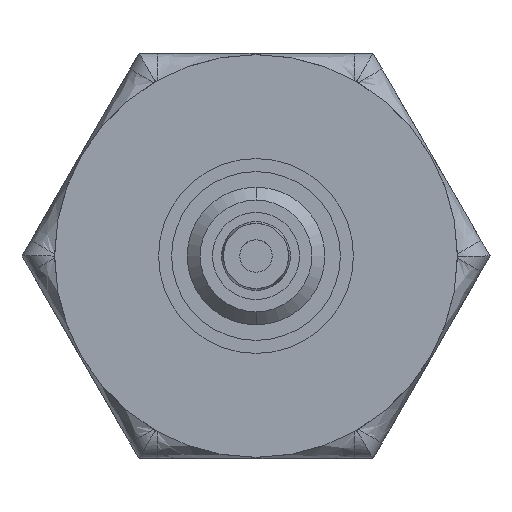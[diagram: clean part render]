
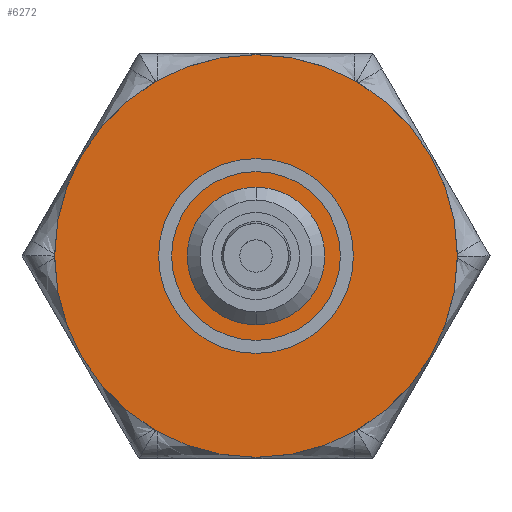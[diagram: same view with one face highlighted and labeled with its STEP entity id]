
A CAD part, front view. The second image highlights one B-rep face of the part: STEP entity #6272.
In plain terms, the highlighted planar face has unit normal (0, -1, 0).
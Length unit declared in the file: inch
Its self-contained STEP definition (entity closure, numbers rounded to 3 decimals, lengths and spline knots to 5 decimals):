
#2892 = CARTESIAN_POINT ( 'NONE',  ( 0., -0.2075, 0. ) ) ;
#2901 = CARTESIAN_POINT ( 'NONE',  ( 0., -0.2075, 0.053 ) ) ;
#2949 = DIRECTION ( 'NONE',  ( 0., 0., -1. ) ) ;
#2950 = DIRECTION ( 'NONE',  ( 0., -1., 0. ) ) ;
#2951 = AXIS2_PLACEMENT_3D ( 'NONE', #2892, #2950, #2949 ) ;
#2952 = CIRCLE ( 'NONE', #2951, 0.053 ) ;
#3092 = CARTESIAN_POINT ( 'NONE',  ( 0., -0.2075, 0.155 ) ) ;
#3093 = CARTESIAN_POINT ( 'NONE',  ( 0., -0.2075, -0.155 ) ) ;
#3094 = DIRECTION ( 'NONE',  ( 0., 0., -1. ) ) ;
#3095 = DIRECTION ( 'NONE',  ( 0., -1., 0. ) ) ;
#3096 = CARTESIAN_POINT ( 'NONE',  ( 0., -0.2075, 0. ) ) ;
#3097 = AXIS2_PLACEMENT_3D ( 'NONE', #3096, #3095, #3094 ) ;
#3103 = CIRCLE ( 'NONE', #3097, 0.155 ) ;
#3106 = CARTESIAN_POINT ( 'NONE',  ( 0., -0.2075, -0.053 ) ) ;
#3297 = DIRECTION ( 'NONE',  ( 0., 0., -1. ) ) ;
#3298 = DIRECTION ( 'NONE',  ( 0., -1., 0. ) ) ;
#3299 = CARTESIAN_POINT ( 'NONE',  ( 0., -0.2075, 0. ) ) ;
#3300 = AXIS2_PLACEMENT_3D ( 'NONE', #3299, #3298, #3297 ) ;
#3301 = CIRCLE ( 'NONE', #3300, 0.155 ) ;
#3302 = DIRECTION ( 'NONE',  ( 0., 0., -1. ) ) ;
#3303 = DIRECTION ( 'NONE',  ( 0., -1., 0. ) ) ;
#3304 = CARTESIAN_POINT ( 'NONE',  ( 0., -0.2075, 0. ) ) ;
#3305 = AXIS2_PLACEMENT_3D ( 'NONE', #3304, #3303, #3302 ) ;
#3306 = PLANE ( 'NONE',  #3305 ) ;
#3307 = FACE_BOUND ( 'NONE', #6276, .T. ) ;
#3308 = FACE_OUTER_BOUND ( 'NONE', #6300, .T. ) ;
#3355 = DIRECTION ( 'NONE',  ( 0., 0., -1. ) ) ;
#3357 = DIRECTION ( 'NONE',  ( 0., -1., 0. ) ) ;
#3358 = CARTESIAN_POINT ( 'NONE',  ( 0., -0.2075, 0. ) ) ;
#3359 = AXIS2_PLACEMENT_3D ( 'NONE', #3358, #3357, #3355 ) ;
#3360 = CIRCLE ( 'NONE', #3359, 0.053 ) ;
#6086 = VERTEX_POINT ( 'NONE', #2901 ) ;
#6092 = EDGE_CURVE ( 'NONE', #6086, #6156, #2952, .T. ) ;
#6093 = ORIENTED_EDGE ( 'NONE', *, *, #6280, .F. ) ;
#6156 = VERTEX_POINT ( 'NONE', #3106 ) ;
#6161 = EDGE_CURVE ( 'NONE', #6162, #6163, #3103, .T. ) ;
#6162 = VERTEX_POINT ( 'NONE', #3093 ) ;
#6163 = VERTEX_POINT ( 'NONE', #3092 ) ;
#6272 = ADVANCED_FACE ( 'NONE', ( #3308, #3307 ), #3306, .T. ) ;
#6273 = ORIENTED_EDGE ( 'NONE', *, *, #6274, .T. ) ;
#6274 = EDGE_CURVE ( 'NONE', #6163, #6162, #3301, .T. ) ;
#6275 = ORIENTED_EDGE ( 'NONE', *, *, #6161, .T. ) ;
#6276 = EDGE_LOOP ( 'NONE', ( #6277, #6093 ) ) ;
#6277 = ORIENTED_EDGE ( 'NONE', *, *, #6092, .F. ) ;
#6280 = EDGE_CURVE ( 'NONE', #6156, #6086, #3360, .T. ) ;
#6300 = EDGE_LOOP ( 'NONE', ( #6273, #6275 ) ) ;
